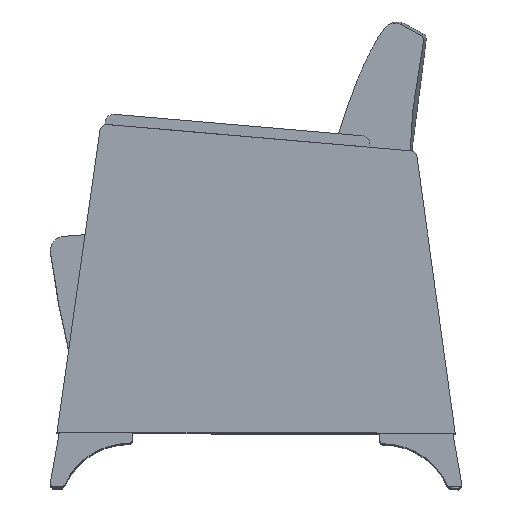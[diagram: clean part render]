
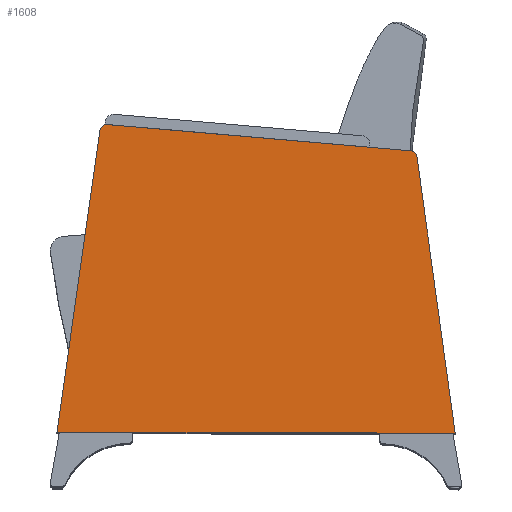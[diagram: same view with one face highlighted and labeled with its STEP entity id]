
A CAD part, top view. The second image highlights one B-rep face of the part: STEP entity #1608.
In plain terms, the highlighted planar face has unit normal (0, 0, 1).
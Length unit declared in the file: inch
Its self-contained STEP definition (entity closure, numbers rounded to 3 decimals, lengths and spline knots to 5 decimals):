
#273=PLANE('',#1778);
#305=FACE_OUTER_BOUND('',#416,.T.);
#416=EDGE_LOOP('',(#1150,#1151,#1152,#1153,#1154,#1155));
#554=LINE('',#2478,#616);
#557=LINE('',#2483,#619);
#558=LINE('',#2488,#620);
#559=LINE('',#2489,#621);
#616=VECTOR('',#1999,0.3937);
#619=VECTOR('',#2004,0.3937);
#620=VECTOR('',#2009,0.3937);
#621=VECTOR('',#2010,0.3937);
#672=CIRCLE('',#1772,0.5);
#675=CIRCLE('',#1779,0.5);
#757=VERTEX_POINT('',#2458);
#758=VERTEX_POINT('',#2459);
#765=VERTEX_POINT('',#2477);
#766=VERTEX_POINT('',#2481);
#767=VERTEX_POINT('',#2485);
#768=VERTEX_POINT('',#2487);
#907=EDGE_CURVE('',#757,#758,#672,.T.);
#916=EDGE_CURVE('',#758,#765,#554,.T.);
#919=EDGE_CURVE('',#757,#766,#557,.T.);
#920=EDGE_CURVE('',#767,#766,#675,.T.);
#921=EDGE_CURVE('',#768,#767,#558,.T.);
#922=EDGE_CURVE('',#765,#768,#559,.T.);
#1150=ORIENTED_EDGE('',*,*,#907,.F.);
#1151=ORIENTED_EDGE('',*,*,#919,.T.);
#1152=ORIENTED_EDGE('',*,*,#920,.F.);
#1153=ORIENTED_EDGE('',*,*,#921,.F.);
#1154=ORIENTED_EDGE('',*,*,#922,.F.);
#1155=ORIENTED_EDGE('',*,*,#916,.F.);
#1608=ADVANCED_FACE('',(#305),#273,.T.);
#1772=AXIS2_PLACEMENT_3D('',#2460,#1983,#1984);
#1778=AXIS2_PLACEMENT_3D('',#2484,#2005,#2006);
#1779=AXIS2_PLACEMENT_3D('',#2486,#2007,#2008);
#1983=DIRECTION('center_axis',(0.,0.,-1.));
#1984=DIRECTION('ref_axis',(0.687,0.726,0.));
#1999=DIRECTION('',(0.139,-0.99,0.));
#2004=DIRECTION('',(-0.996,0.084,0.));
#2005=DIRECTION('center_axis',(0.,0.,1.));
#2006=DIRECTION('ref_axis',(1.,0.,0.));
#2007=DIRECTION('center_axis',(0.,0.,-1.));
#2008=DIRECTION('ref_axis',(-0.656,0.755,0.));
#2009=DIRECTION('',(0.139,0.99,0.));
#2010=DIRECTION('',(-1.,0.,0.));
#2458=CARTESIAN_POINT('',(9.12104,20.07558,2.75));
#2459=CARTESIAN_POINT('',(9.57405,19.64695,2.75));
#2460=CARTESIAN_POINT('Origin',(9.07891,19.57736,2.75));
#2477=CARTESIAN_POINT('',(12.28079,0.38751,2.75));
#2478=CARTESIAN_POINT('',(9.25916,21.88751,2.75));
#2481=CARTESIAN_POINT('',(-12.15771,21.87479,2.75));
#2483=CARTESIAN_POINT('',(-6.44152,21.39147,2.75));
#2484=CARTESIAN_POINT('Origin',(-1.61059,10.43854,2.75));
#2485=CARTESIAN_POINT('',(-12.54082,21.45709,2.75));
#2486=CARTESIAN_POINT('Origin',(-12.04569,21.38751,2.75));
#2487=CARTESIAN_POINT('',(-15.50196,0.38751,2.75));
#2488=CARTESIAN_POINT('',(-15.50196,0.38751,2.75));
#2489=CARTESIAN_POINT('',(12.28079,0.38751,2.75));
